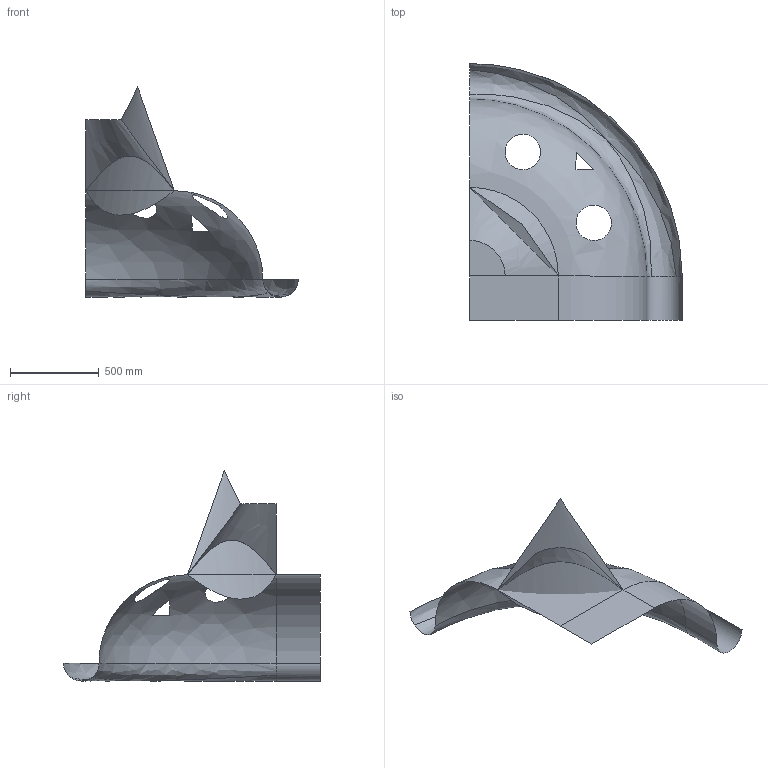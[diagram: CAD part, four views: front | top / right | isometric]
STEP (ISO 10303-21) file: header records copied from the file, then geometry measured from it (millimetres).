
FILE_DESCRIPTION(('a Product shape'),'1');
FILE_NAME('Euclid Facetted BRep Model','No Matter',('A designer'),('MATRA-DATAVISION'),'X-STEP - Interface V1','EUCLID','Authorised by XXXXX');
FILE_SCHEMA(('AUTOMOTIVE_DESIGN_CC1 { 1 2 10303 214 -1 1 3 2}'));
Length unit declared in the file: metre
Products named in the file (1): the product name
Bounding box: 1200 x 1450 x 1185.78 mm (x, y, z)
Surface area: 2619519 mm2 (no closed solid volume)
Topology: 0 solids, 3 shells, 13 faces, 50 edges, 39 vertices
Faces by surface type: bspline 13
Entity records: 2010 total; most frequent: CARTESIAN_POINT 1484, B_SPLINE_CURVE_WITH_KNOTS 115, ORIENTED_EDGE 66, PCURVE 66, DEFINITIONAL_REPRESENTATION 66, EDGE_CURVE 49, SURFACE_CURVE 49, VERTEX_POINT 39
